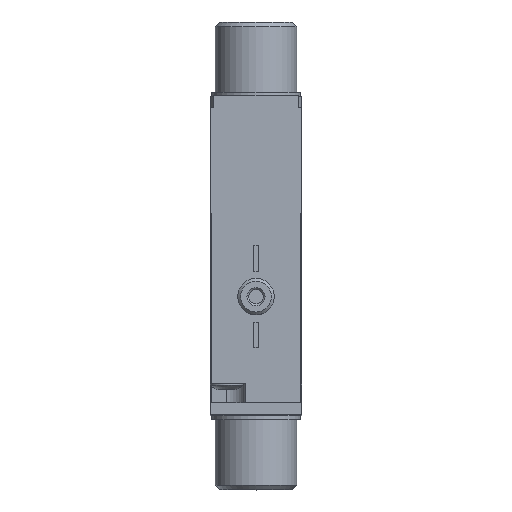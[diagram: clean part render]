
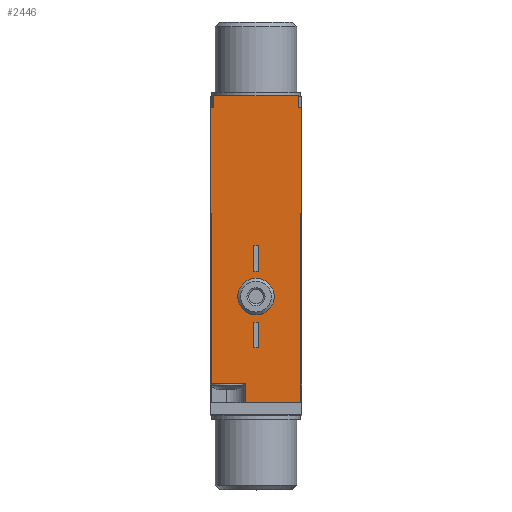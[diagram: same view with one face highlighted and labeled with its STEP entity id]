
A CAD part, top view. The second image highlights one B-rep face of the part: STEP entity #2446.
In plain terms, the highlighted face is planar.
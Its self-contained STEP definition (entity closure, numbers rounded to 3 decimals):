
#128=PLANE('',#2724);
#279=CIRCLE('',#2725,15.);
#280=CIRCLE('',#2726,15.);
#281=CIRCLE('',#2727,2.);
#628=ORIENTED_EDGE('',*,*,#1166,.F.);
#629=ORIENTED_EDGE('',*,*,#1167,.F.);
#630=ORIENTED_EDGE('',*,*,#1131,.F.);
#631=ORIENTED_EDGE('',*,*,#1137,.F.);
#632=ORIENTED_EDGE('',*,*,#1168,.F.);
#633=ORIENTED_EDGE('',*,*,#1169,.T.);
#634=ORIENTED_EDGE('',*,*,#1170,.T.);
#635=ORIENTED_EDGE('',*,*,#1171,.T.);
#636=ORIENTED_EDGE('',*,*,#1158,.F.);
#637=ORIENTED_EDGE('',*,*,#1172,.F.);
#638=ORIENTED_EDGE('',*,*,#1173,.T.);
#639=ORIENTED_EDGE('',*,*,#1174,.T.);
#640=ORIENTED_EDGE('',*,*,#1175,.F.);
#641=ORIENTED_EDGE('',*,*,#1150,.F.);
#642=ORIENTED_EDGE('',*,*,#1176,.T.);
#643=ORIENTED_EDGE('',*,*,#1177,.F.);
#644=ORIENTED_EDGE('',*,*,#1178,.F.);
#645=ORIENTED_EDGE('',*,*,#1179,.F.);
#646=ORIENTED_EDGE('',*,*,#1180,.F.);
#647=ORIENTED_EDGE('',*,*,#1181,.F.);
#648=ORIENTED_EDGE('',*,*,#1182,.F.);
#649=ORIENTED_EDGE('',*,*,#1183,.F.);
#650=ORIENTED_EDGE('',*,*,#1184,.F.);
#1131=EDGE_CURVE('',#1426,#1427,#1583,.T.);
#1137=EDGE_CURVE('',#1432,#1426,#1588,.T.);
#1150=EDGE_CURVE('',#1443,#1439,#1601,.T.);
#1158=EDGE_CURVE('',#1451,#1448,#1608,.T.);
#1166=EDGE_CURVE('',#1458,#1443,#1612,.T.);
#1167=EDGE_CURVE('',#1427,#1458,#1613,.T.);
#1168=EDGE_CURVE('',#1459,#1432,#1614,.T.);
#1169=EDGE_CURVE('',#1459,#1460,#1615,.T.);
#1170=EDGE_CURVE('',#1460,#1461,#279,.T.);
#1171=EDGE_CURVE('',#1461,#1448,#1616,.T.);
#1172=EDGE_CURVE('',#1462,#1451,#1617,.T.);
#1173=EDGE_CURVE('',#1462,#1463,#280,.T.);
#1174=EDGE_CURVE('',#1463,#1464,#1618,.T.);
#1175=EDGE_CURVE('',#1439,#1464,#1619,.T.);
#1176=EDGE_CURVE('',#1465,#1465,#281,.F.);
#1177=EDGE_CURVE('',#1466,#1467,#1620,.T.);
#1178=EDGE_CURVE('',#1468,#1466,#1621,.T.);
#1179=EDGE_CURVE('',#1469,#1468,#1622,.T.);
#1180=EDGE_CURVE('',#1467,#1469,#1623,.T.);
#1181=EDGE_CURVE('',#1470,#1471,#1624,.T.);
#1182=EDGE_CURVE('',#1472,#1470,#1625,.T.);
#1183=EDGE_CURVE('',#1473,#1472,#1626,.T.);
#1184=EDGE_CURVE('',#1471,#1473,#1627,.T.);
#1426=VERTEX_POINT('',#4109);
#1427=VERTEX_POINT('',#4111);
#1432=VERTEX_POINT('',#4123);
#1439=VERTEX_POINT('',#4138);
#1443=VERTEX_POINT('',#4147);
#1448=VERTEX_POINT('',#4160);
#1451=VERTEX_POINT('',#4165);
#1458=VERTEX_POINT('',#4194);
#1459=VERTEX_POINT('',#4197);
#1460=VERTEX_POINT('',#4199);
#1461=VERTEX_POINT('',#4201);
#1462=VERTEX_POINT('',#4204);
#1463=VERTEX_POINT('',#4206);
#1464=VERTEX_POINT('',#4208);
#1465=VERTEX_POINT('',#4211);
#1466=VERTEX_POINT('',#4213);
#1467=VERTEX_POINT('',#4214);
#1468=VERTEX_POINT('',#4216);
#1469=VERTEX_POINT('',#4218);
#1470=VERTEX_POINT('',#4221);
#1471=VERTEX_POINT('',#4222);
#1472=VERTEX_POINT('',#4224);
#1473=VERTEX_POINT('',#4226);
#1583=LINE('',#4110,#1742);
#1588=LINE('',#4122,#1747);
#1601=LINE('',#4148,#1760);
#1608=LINE('',#4166,#1767);
#1612=LINE('',#4193,#1771);
#1613=LINE('',#4195,#1772);
#1614=LINE('',#4196,#1773);
#1615=LINE('',#4198,#1774);
#1616=LINE('',#4202,#1775);
#1617=LINE('',#4203,#1776);
#1618=LINE('',#4207,#1777);
#1619=LINE('',#4209,#1778);
#1620=LINE('',#4212,#1779);
#1621=LINE('',#4215,#1780);
#1622=LINE('',#4217,#1781);
#1623=LINE('',#4219,#1782);
#1624=LINE('',#4220,#1783);
#1625=LINE('',#4223,#1784);
#1626=LINE('',#4225,#1785);
#1627=LINE('',#4227,#1786);
#1742=VECTOR('',#3189,1000.);
#1747=VECTOR('',#3198,1000.);
#1760=VECTOR('',#3213,1000.);
#1767=VECTOR('',#3226,1000.);
#1771=VECTOR('',#3242,1000.);
#1772=VECTOR('',#3243,1000.);
#1773=VECTOR('',#3244,1000.);
#1774=VECTOR('',#3245,1000.);
#1775=VECTOR('',#3248,1000.);
#1776=VECTOR('',#3249,1000.);
#1777=VECTOR('',#3252,1000.);
#1778=VECTOR('',#3253,1000.);
#1779=VECTOR('',#3256,1000.);
#1780=VECTOR('',#3257,1000.);
#1781=VECTOR('',#3258,1000.);
#1782=VECTOR('',#3259,1000.);
#1783=VECTOR('',#3260,1000.);
#1784=VECTOR('',#3261,1000.);
#1785=VECTOR('',#3262,1000.);
#1786=VECTOR('',#3263,1000.);
#1983=EDGE_LOOP('',(#628,#629,#630,#631,#632,#633,#634,#635,#636,#637,#638,
#639,#640,#641));
#1984=EDGE_LOOP('',(#642));
#1985=EDGE_LOOP('',(#643,#644,#645,#646));
#1986=EDGE_LOOP('',(#647,#648,#649,#650));
#2209=FACE_BOUND('',#1983,.T.);
#2210=FACE_BOUND('',#1984,.T.);
#2211=FACE_BOUND('',#1985,.T.);
#2212=FACE_BOUND('',#1986,.T.);
#2446=ADVANCED_FACE('',(#2209,#2210,#2211,#2212),#128,.T.);
#2724=AXIS2_PLACEMENT_3D('',#4192,#3240,#3241);
#2725=AXIS2_PLACEMENT_3D('',#4200,#3246,#3247);
#2726=AXIS2_PLACEMENT_3D('',#4205,#3250,#3251);
#2727=AXIS2_PLACEMENT_3D('',#4210,#3254,#3255);
#3189=DIRECTION('',(0.,0.,1.));
#3198=DIRECTION('',(0.,-1.,0.));
#3213=DIRECTION('',(0.,1.,0.));
#3226=DIRECTION('',(0.,0.,-1.));
#3240=DIRECTION('',(1.,0.,0.));
#3241=DIRECTION('',(0.,0.,-1.));
#3242=DIRECTION('',(0.,0.,1.));
#3243=DIRECTION('',(0.,1.,0.));
#3244=DIRECTION('',(0.,0.,1.));
#3245=DIRECTION('',(0.,1.,0.));
#3246=DIRECTION('',(1.,0.,0.));
#3247=DIRECTION('',(0.,0.,-1.));
#3248=DIRECTION('',(0.,1.,0.));
#3249=DIRECTION('',(0.,1.,0.));
#3250=DIRECTION('',(1.,0.,0.));
#3251=DIRECTION('',(0.,0.,-1.));
#3252=DIRECTION('',(0.,-1.,0.));
#3253=DIRECTION('',(0.,0.,1.));
#3254=DIRECTION('',(1.,0.,0.));
#3255=DIRECTION('',(0.,0.,-1.));
#3256=DIRECTION('',(0.,-1.,0.));
#3257=DIRECTION('',(0.,0.,1.));
#3258=DIRECTION('',(0.,1.,0.));
#3259=DIRECTION('',(0.,0.,-1.));
#3260=DIRECTION('',(0.,-1.,0.));
#3261=DIRECTION('',(0.,0.,1.));
#3262=DIRECTION('',(0.,1.,0.));
#3263=DIRECTION('',(0.,0.,-1.));
#4109=CARTESIAN_POINT('',(28.5,1.3,-4.9));
#4110=CARTESIAN_POINT('',(28.5,1.3,-4.9));
#4111=CARTESIAN_POINT('',(28.5,1.3,1.15));
#4122=CARTESIAN_POINT('',(28.5,22.1,-4.9));
#4123=CARTESIAN_POINT('',(28.5,22.1,-4.9));
#4138=CARTESIAN_POINT('',(28.5,22.1,4.9));
#4147=CARTESIAN_POINT('',(28.5,3.4,4.9));
#4148=CARTESIAN_POINT('',(28.5,1.3,4.9));
#4160=CARTESIAN_POINT('',(28.5,35.,-4.65));
#4165=CARTESIAN_POINT('',(28.5,35.,4.65));
#4166=CARTESIAN_POINT('',(28.5,35.,4.65));
#4192=CARTESIAN_POINT('',(28.5,19.5,0.));
#4193=CARTESIAN_POINT('',(28.5,3.4,0.));
#4194=CARTESIAN_POINT('',(28.5,3.4,1.15));
#4195=CARTESIAN_POINT('',(28.5,1.3,1.15));
#4196=CARTESIAN_POINT('',(28.5,22.1,-7.));
#4197=CARTESIAN_POINT('',(28.5,22.1,-5.));
#4198=CARTESIAN_POINT('',(28.5,0.,-5.));
#4199=CARTESIAN_POINT('',(28.5,33.642,-5.));
#4200=CARTESIAN_POINT('',(28.5,19.5,0.));
#4201=CARTESIAN_POINT('',(28.5,33.761,-4.65));
#4202=CARTESIAN_POINT('',(28.5,30.,-4.65));
#4203=CARTESIAN_POINT('',(28.5,30.,4.65));
#4204=CARTESIAN_POINT('',(28.5,33.761,4.65));
#4205=CARTESIAN_POINT('',(28.5,19.5,0.));
#4206=CARTESIAN_POINT('',(28.5,33.642,5.));
#4207=CARTESIAN_POINT('',(28.5,33.642,5.));
#4208=CARTESIAN_POINT('',(28.5,22.1,5.));
#4209=CARTESIAN_POINT('',(28.5,22.1,4.9));
#4210=CARTESIAN_POINT('',(28.5,12.95,0.));
#4211=CARTESIAN_POINT('',(28.5,12.95,-2.));
#4212=CARTESIAN_POINT('',(28.5,10.15,0.25));
#4213=CARTESIAN_POINT('',(28.5,10.15,0.25));
#4214=CARTESIAN_POINT('',(28.5,7.35,0.25));
#4215=CARTESIAN_POINT('',(28.5,10.15,-0.25));
#4216=CARTESIAN_POINT('',(28.5,10.15,-0.25));
#4217=CARTESIAN_POINT('',(28.5,7.35,-0.25));
#4218=CARTESIAN_POINT('',(28.5,7.35,-0.25));
#4219=CARTESIAN_POINT('',(28.5,7.35,0.25));
#4220=CARTESIAN_POINT('',(28.5,18.55,0.25));
#4221=CARTESIAN_POINT('',(28.5,18.55,0.25));
#4222=CARTESIAN_POINT('',(28.5,15.75,0.25));
#4223=CARTESIAN_POINT('',(28.5,18.55,-0.25));
#4224=CARTESIAN_POINT('',(28.5,18.55,-0.25));
#4225=CARTESIAN_POINT('',(28.5,15.75,-0.25));
#4226=CARTESIAN_POINT('',(28.5,15.75,-0.25));
#4227=CARTESIAN_POINT('',(28.5,15.75,0.25));
